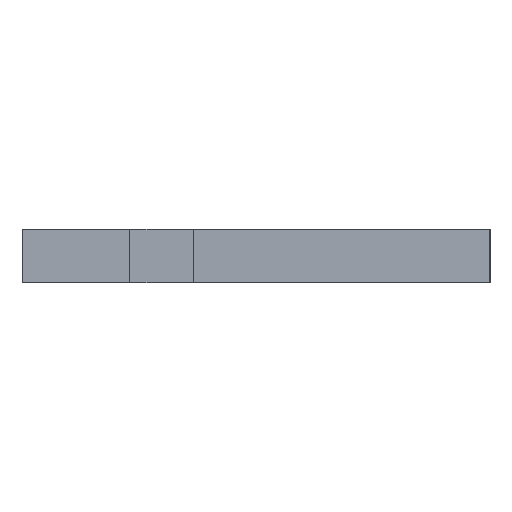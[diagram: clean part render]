
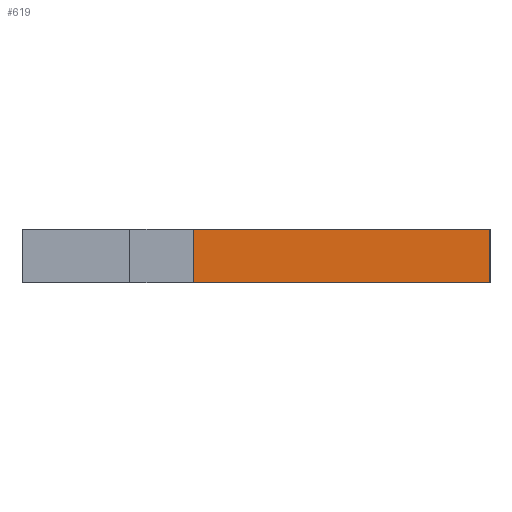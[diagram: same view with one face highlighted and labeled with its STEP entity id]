
A CAD part, front view. The second image highlights one B-rep face of the part: STEP entity #619.
In plain terms, the highlighted planar face has unit normal (0, -1, 0).
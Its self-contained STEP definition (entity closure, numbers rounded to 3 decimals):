
#23 = PLANE ( 'NONE',  #433 ) ;
#70 = EDGE_CURVE ( 'NONE', #570, #563, #191, .T. ) ;
#78 = CARTESIAN_POINT ( 'NONE',  ( 14.2, -36.5, 5. ) ) ;
#96 = CARTESIAN_POINT ( 'NONE',  ( -13.3, -36.5, 5. ) ) ;
#137 = EDGE_CURVE ( 'NONE', #570, #399, #843, .T. ) ;
#152 = DIRECTION ( 'NONE',  ( 1., 0., 0. ) ) ;
#166 = DIRECTION ( 'NONE',  ( 0., 0., 1. ) ) ;
#179 = FACE_OUTER_BOUND ( 'NONE', #284, .T. ) ;
#191 = LINE ( 'NONE', #823, #252 ) ;
#218 = ORIENTED_EDGE ( 'NONE', *, *, #567, .T. ) ;
#236 = LINE ( 'NONE', #568, #517 ) ;
#252 = VECTOR ( 'NONE', #888, 1000. ) ;
#268 = VECTOR ( 'NONE', #152, 1000. ) ;
#278 = VERTEX_POINT ( 'NONE', #876 ) ;
#284 = EDGE_LOOP ( 'NONE', ( #753, #218, #304, #861 ) ) ;
#297 = CARTESIAN_POINT ( 'NONE',  ( -13.3, -36.5, 0. ) ) ;
#304 = ORIENTED_EDGE ( 'NONE', *, *, #137, .F. ) ;
#306 = CARTESIAN_POINT ( 'NONE',  ( -19.2, -36.5, 5. ) ) ;
#310 = DIRECTION ( 'NONE',  ( 0., 1., 0. ) ) ;
#399 = VERTEX_POINT ( 'NONE', #78 ) ;
#433 = AXIS2_PLACEMENT_3D ( 'NONE', #306, #310, #862 ) ;
#491 = EDGE_CURVE ( 'NONE', #563, #278, #758, .T. ) ;
#493 = CARTESIAN_POINT ( 'NONE',  ( -19.2, -36.5, 5. ) ) ;
#517 = VECTOR ( 'NONE', #166, 1000. ) ;
#563 = VERTEX_POINT ( 'NONE', #297 ) ;
#567 = EDGE_CURVE ( 'NONE', #278, #399, #236, .T. ) ;
#568 = CARTESIAN_POINT ( 'NONE',  ( 14.2, -36.5, 5. ) ) ;
#570 = VERTEX_POINT ( 'NONE', #96 ) ;
#619 = ADVANCED_FACE ( 'NONE', ( #179 ), #23, .F. ) ;
#733 = VECTOR ( 'NONE', #781, 1000. ) ;
#753 = ORIENTED_EDGE ( 'NONE', *, *, #491, .T. ) ;
#758 = LINE ( 'NONE', #777, #733 ) ;
#777 = CARTESIAN_POINT ( 'NONE',  ( -19.2, -36.5, 0. ) ) ;
#781 = DIRECTION ( 'NONE',  ( 1., 0., 0. ) ) ;
#823 = CARTESIAN_POINT ( 'NONE',  ( -13.3, -36.5, 5. ) ) ;
#843 = LINE ( 'NONE', #493, #268 ) ;
#861 = ORIENTED_EDGE ( 'NONE', *, *, #70, .T. ) ;
#862 = DIRECTION ( 'NONE',  ( 0., 0., 1. ) ) ;
#876 = CARTESIAN_POINT ( 'NONE',  ( 14.2, -36.5, 0. ) ) ;
#888 = DIRECTION ( 'NONE',  ( 0., 0., -1. ) ) ;
